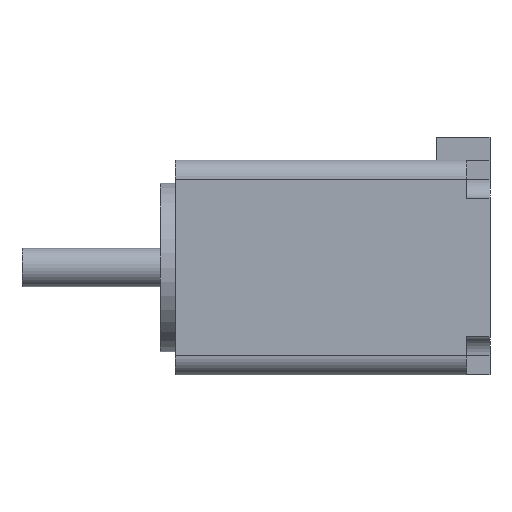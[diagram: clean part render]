
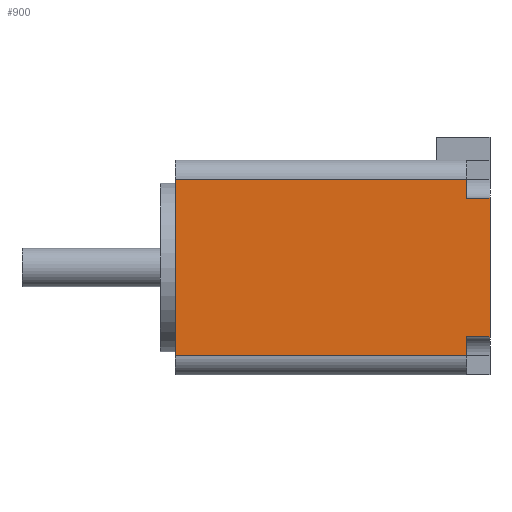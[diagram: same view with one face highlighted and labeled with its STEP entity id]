
A CAD part, left-side view. The second image highlights one B-rep face of the part: STEP entity #900.
In plain terms, the highlighted planar face has unit normal (-1, 0, 0).
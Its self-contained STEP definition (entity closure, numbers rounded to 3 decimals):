
#4 = VECTOR ( 'NONE', #947, 1000. ) ;
#28 = ORIENTED_EDGE ( 'NONE', *, *, #51, .F. ) ;
#51 = EDGE_CURVE ( 'NONE', #1177, #1393, #942, .T. ) ;
#83 = VECTOR ( 'NONE', #1013, 1000. ) ;
#89 = CARTESIAN_POINT ( 'NONE',  ( 0., -38., -2.5 ) ) ;
#94 = DIRECTION ( 'NONE',  ( 0., 0., 1. ) ) ;
#102 = ORIENTED_EDGE ( 'NONE', *, *, #131, .F. ) ;
#106 = DIRECTION ( 'NONE',  ( -1., 0., 0. ) ) ;
#120 = VERTEX_POINT ( 'NONE', #1137 ) ;
#130 = VECTOR ( 'NONE', #162, 1000. ) ;
#131 = EDGE_CURVE ( 'NONE', #692, #1177, #552, .T. ) ;
#142 = EDGE_CURVE ( 'NONE', #692, #756, #673, .T. ) ;
#147 = EDGE_CURVE ( 'NONE', #1427, #120, #303, .T. ) ;
#148 = ORIENTED_EDGE ( 'NONE', *, *, #142, .T. ) ;
#162 = DIRECTION ( 'NONE',  ( 0., 0., 1. ) ) ;
#165 = EDGE_CURVE ( 'NONE', #1412, #1427, #580, .T. ) ;
#174 = ORIENTED_EDGE ( 'NONE', *, *, #854, .F. ) ;
#235 = CARTESIAN_POINT ( 'NONE',  ( 0., -41., 0. ) ) ;
#238 = PLANE ( 'NONE',  #914 ) ;
#239 = VECTOR ( 'NONE', #1019, 1000. ) ;
#268 = CARTESIAN_POINT ( 'NONE',  ( 0., -41., 0. ) ) ;
#269 = DIRECTION ( 'NONE',  ( 0., -1., 0. ) ) ;
#271 = CARTESIAN_POINT ( 'NONE',  ( 0., -38., -23. ) ) ;
#292 = VECTOR ( 'NONE', #910, 1000. ) ;
#303 = LINE ( 'NONE', #943, #1310 ) ;
#308 = CARTESIAN_POINT ( 'NONE',  ( 0., -38., -25.5 ) ) ;
#359 = EDGE_LOOP ( 'NONE', ( #1110, #876, #28, #102, #148, #174, #474, #1201 ) ) ;
#387 = CARTESIAN_POINT ( 'NONE',  ( 0., -38., -23. ) ) ;
#396 = FACE_OUTER_BOUND ( 'NONE', #359, .T. ) ;
#474 = ORIENTED_EDGE ( 'NONE', *, *, #147, .F. ) ;
#499 = CARTESIAN_POINT ( 'NONE',  ( 0., -41., -5. ) ) ;
#524 = VECTOR ( 'NONE', #592, 1000. ) ;
#544 = CARTESIAN_POINT ( 'NONE',  ( 0., -38., -5. ) ) ;
#552 = LINE ( 'NONE', #1242, #239 ) ;
#580 = LINE ( 'NONE', #933, #292 ) ;
#592 = DIRECTION ( 'NONE',  ( 0., 0., 1. ) ) ;
#673 = LINE ( 'NONE', #1033, #4 ) ;
#692 = VERTEX_POINT ( 'NONE', #89 ) ;
#750 = LINE ( 'NONE', #268, #130 ) ;
#756 = VERTEX_POINT ( 'NONE', #1159 ) ;
#772 = CARTESIAN_POINT ( 'NONE',  ( 0., 0., 0. ) ) ;
#793 = CARTESIAN_POINT ( 'NONE',  ( 0., -41., -23. ) ) ;
#854 = EDGE_CURVE ( 'NONE', #120, #756, #1162, .T. ) ;
#876 = ORIENTED_EDGE ( 'NONE', *, *, #1470, .T. ) ;
#900 = ADVANCED_FACE ( 'NONE', ( #396 ), #238, .T. ) ;
#910 = DIRECTION ( 'NONE',  ( 0., 0., -1. ) ) ;
#914 = AXIS2_PLACEMENT_3D ( 'NONE', #235, #106, #94 ) ;
#933 = CARTESIAN_POINT ( 'NONE',  ( 0., -38., -23. ) ) ;
#942 = LINE ( 'NONE', #544, #83 ) ;
#943 = CARTESIAN_POINT ( 'NONE',  ( 0., -50.4, -25.5 ) ) ;
#947 = DIRECTION ( 'NONE',  ( 0., 1., 0. ) ) ;
#1008 = VERTEX_POINT ( 'NONE', #793 ) ;
#1013 = DIRECTION ( 'NONE',  ( 0., -1., 0. ) ) ;
#1019 = DIRECTION ( 'NONE',  ( 0., 0., -1. ) ) ;
#1028 = DIRECTION ( 'NONE',  ( 0., 1., 0. ) ) ;
#1033 = CARTESIAN_POINT ( 'NONE',  ( 0., -50.4, -2.5 ) ) ;
#1089 = VECTOR ( 'NONE', #269, 1000. ) ;
#1110 = ORIENTED_EDGE ( 'NONE', *, *, #1433, .T. ) ;
#1137 = CARTESIAN_POINT ( 'NONE',  ( 0., 0., -25.5 ) ) ;
#1159 = CARTESIAN_POINT ( 'NONE',  ( 0., 0., -2.5 ) ) ;
#1162 = LINE ( 'NONE', #772, #524 ) ;
#1177 = VERTEX_POINT ( 'NONE', #1254 ) ;
#1201 = ORIENTED_EDGE ( 'NONE', *, *, #165, .F. ) ;
#1242 = CARTESIAN_POINT ( 'NONE',  ( 0., -38., 0. ) ) ;
#1254 = CARTESIAN_POINT ( 'NONE',  ( 0., -38., -5. ) ) ;
#1310 = VECTOR ( 'NONE', #1028, 1000. ) ;
#1390 = LINE ( 'NONE', #271, #1089 ) ;
#1393 = VERTEX_POINT ( 'NONE', #499 ) ;
#1412 = VERTEX_POINT ( 'NONE', #387 ) ;
#1427 = VERTEX_POINT ( 'NONE', #308 ) ;
#1433 = EDGE_CURVE ( 'NONE', #1412, #1008, #1390, .T. ) ;
#1470 = EDGE_CURVE ( 'NONE', #1008, #1393, #750, .T. ) ;
